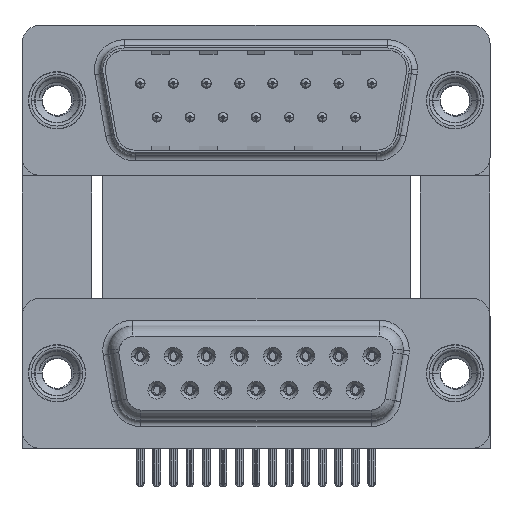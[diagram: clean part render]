
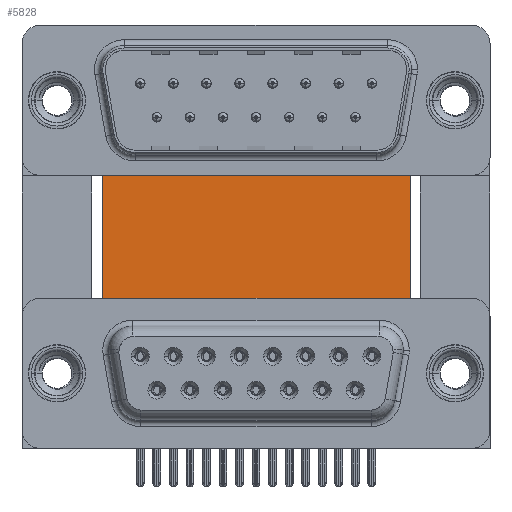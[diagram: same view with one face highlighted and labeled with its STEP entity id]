
A CAD part, top view. The second image highlights one B-rep face of the part: STEP entity #5828.
In plain terms, the highlighted planar face has unit normal (0, 0, 1).
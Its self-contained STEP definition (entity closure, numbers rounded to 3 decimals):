
#1372 = VERTEX_POINT ( 'NONE', #34876 ) ;
#2530 = DIRECTION ( 'NONE',  ( 1., 0., 0. ) ) ;
#3065 = EDGE_CURVE ( 'NONE', #1372, #34329, #19216, .T. ) ;
#5828 = ADVANCED_FACE ( 'NONE', ( #27623 ), #11375, .F. ) ;
#5896 = LINE ( 'NONE', #12531, #35724 ) ;
#6115 = CARTESIAN_POINT ( 'NONE',  ( 29.58, 16.585, -12. ) ) ;
#7333 = DIRECTION ( 'NONE',  ( 1., 0., 0. ) ) ;
#8959 = EDGE_LOOP ( 'NONE', ( #39902, #25626, #18650, #35199 ) ) ;
#9007 = DIRECTION ( 'NONE',  ( 0., -1., 0. ) ) ;
#11375 = PLANE ( 'NONE',  #43722 ) ;
#12097 = VECTOR ( 'NONE', #9007, 1000. ) ;
#12360 = LINE ( 'NONE', #22597, #18143 ) ;
#12531 = CARTESIAN_POINT ( 'NONE',  ( 3.79, -3.735, -12. ) ) ;
#14353 = VERTEX_POINT ( 'NONE', #23435 ) ;
#15168 = VECTOR ( 'NONE', #7333, 1000. ) ;
#18143 = VECTOR ( 'NONE', #36181, 1000. ) ;
#18588 = EDGE_CURVE ( 'NONE', #26732, #34329, #5896, .T. ) ;
#18650 = ORIENTED_EDGE ( 'NONE', *, *, #19668, .F. ) ;
#19216 = LINE ( 'NONE', #6115, #12097 ) ;
#19668 = EDGE_CURVE ( 'NONE', #14353, #1372, #35126, .T. ) ;
#20654 = CARTESIAN_POINT ( 'NONE',  ( 3.79, 16.585, -12. ) ) ;
#22597 = CARTESIAN_POINT ( 'NONE',  ( 3.79, 16.585, -12. ) ) ;
#23435 = CARTESIAN_POINT ( 'NONE',  ( 3.79, 16.585, -12. ) ) ;
#24714 = DIRECTION ( 'NONE',  ( -1., 0., 0. ) ) ;
#25626 = ORIENTED_EDGE ( 'NONE', *, *, #3065, .F. ) ;
#26732 = VERTEX_POINT ( 'NONE', #43356 ) ;
#27623 = FACE_OUTER_BOUND ( 'NONE', #8959, .T. ) ;
#34329 = VERTEX_POINT ( 'NONE', #40730 ) ;
#34522 = DIRECTION ( 'NONE',  ( 0., 0., -1. ) ) ;
#34876 = CARTESIAN_POINT ( 'NONE',  ( 29.58, 16.585, -12. ) ) ;
#35126 = LINE ( 'NONE', #20654, #15168 ) ;
#35199 = ORIENTED_EDGE ( 'NONE', *, *, #36346, .T. ) ;
#35724 = VECTOR ( 'NONE', #2530, 1000. ) ;
#36181 = DIRECTION ( 'NONE',  ( 0., -1., 0. ) ) ;
#36346 = EDGE_CURVE ( 'NONE', #14353, #26732, #12360, .T. ) ;
#38308 = CARTESIAN_POINT ( 'NONE',  ( 3.79, 16.585, -12. ) ) ;
#39902 = ORIENTED_EDGE ( 'NONE', *, *, #18588, .T. ) ;
#40730 = CARTESIAN_POINT ( 'NONE',  ( 29.58, -3.735, -12. ) ) ;
#43356 = CARTESIAN_POINT ( 'NONE',  ( 3.79, -3.735, -12. ) ) ;
#43722 = AXIS2_PLACEMENT_3D ( 'NONE', #38308, #34522, #24714 ) ;
